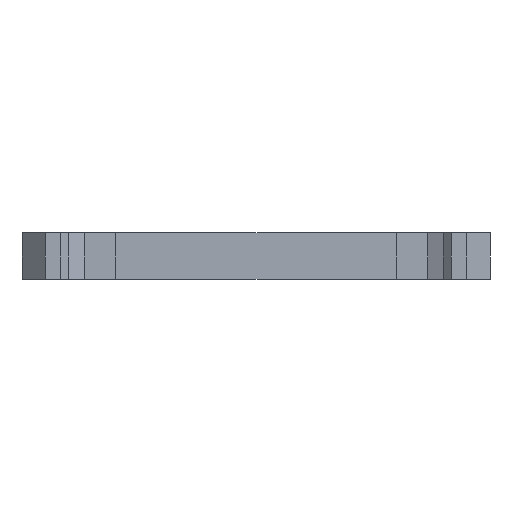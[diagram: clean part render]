
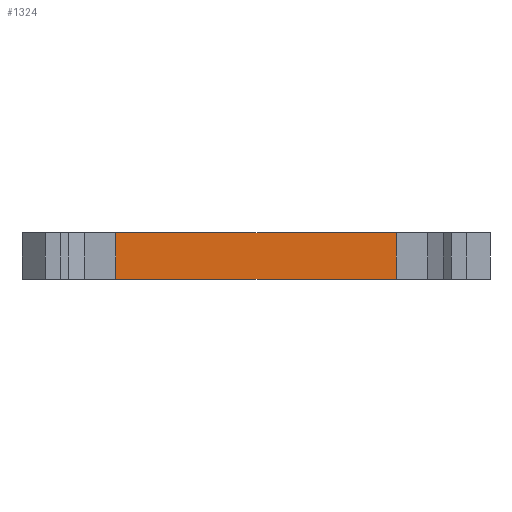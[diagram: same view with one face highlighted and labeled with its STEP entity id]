
A CAD part, front view. The second image highlights one B-rep face of the part: STEP entity #1324.
In plain terms, the highlighted planar face has unit normal (0, -1, 0).
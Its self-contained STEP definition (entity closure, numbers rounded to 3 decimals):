
#52 = ORIENTED_EDGE ( 'NONE', *, *, #678, .F. ) ;
#63 = EDGE_LOOP ( 'NONE', ( #52, #79, #178, #228 ) ) ;
#79 = ORIENTED_EDGE ( 'NONE', *, *, #683, .F. ) ;
#159 = CARTESIAN_POINT ( 'NONE',  ( 9., 0., 7. ) ) ;
#178 = ORIENTED_EDGE ( 'NONE', *, *, #687, .T. ) ;
#224 = VECTOR ( 'NONE', #1561, 1000. ) ;
#227 = LINE ( 'NONE', #1498, #256 ) ;
#228 = ORIENTED_EDGE ( 'NONE', *, *, #1326, .T. ) ;
#240 = LINE ( 'NONE', #1534, #224 ) ;
#242 = VECTOR ( 'NONE', #1589, 1000. ) ;
#256 = VECTOR ( 'NONE', #1497, 1000. ) ;
#262 = LINE ( 'NONE', #1606, #242 ) ;
#338 = VERTEX_POINT ( 'NONE', #656 ) ;
#339 = AXIS2_PLACEMENT_3D ( 'NONE', #1134, #1133, #1131 ) ;
#377 = VERTEX_POINT ( 'NONE', #408 ) ;
#408 = CARTESIAN_POINT ( 'NONE',  ( 9., 0., 4. ) ) ;
#551 = LINE ( 'NONE', #1120, #570 ) ;
#552 = FACE_OUTER_BOUND ( 'NONE', #63, .T. ) ;
#570 = VECTOR ( 'NONE', #1114, 1000. ) ;
#656 = CARTESIAN_POINT ( 'NONE',  ( -9., 0., 4. ) ) ;
#678 = EDGE_CURVE ( 'NONE', #1409, #918, #262, .T. ) ;
#683 = EDGE_CURVE ( 'NONE', #338, #1409, #227, .T. ) ;
#687 = EDGE_CURVE ( 'NONE', #338, #377, #240, .T. ) ;
#918 = VERTEX_POINT ( 'NONE', #159 ) ;
#979 = CARTESIAN_POINT ( 'NONE',  ( -9., 0., 7. ) ) ;
#1114 = DIRECTION ( 'NONE',  ( 0., 0., 1. ) ) ;
#1120 = CARTESIAN_POINT ( 'NONE',  ( 9., 0., 4. ) ) ;
#1131 = DIRECTION ( 'NONE',  ( 0., 0., -1. ) ) ;
#1133 = DIRECTION ( 'NONE',  ( 0., -1., 0. ) ) ;
#1134 = CARTESIAN_POINT ( 'NONE',  ( 0., 0., 4. ) ) ;
#1166 = PLANE ( 'NONE',  #339 ) ;
#1324 = ADVANCED_FACE ( 'NONE', ( #552 ), #1166, .T. ) ;
#1326 = EDGE_CURVE ( 'NONE', #377, #918, #551, .T. ) ;
#1409 = VERTEX_POINT ( 'NONE', #979 ) ;
#1497 = DIRECTION ( 'NONE',  ( 0., 0., 1. ) ) ;
#1498 = CARTESIAN_POINT ( 'NONE',  ( -9., 0., 4. ) ) ;
#1534 = CARTESIAN_POINT ( 'NONE',  ( 0., 0., 4. ) ) ;
#1561 = DIRECTION ( 'NONE',  ( 1., 0., 0. ) ) ;
#1589 = DIRECTION ( 'NONE',  ( 1., 0., 0. ) ) ;
#1606 = CARTESIAN_POINT ( 'NONE',  ( 0., 0., 7. ) ) ;
